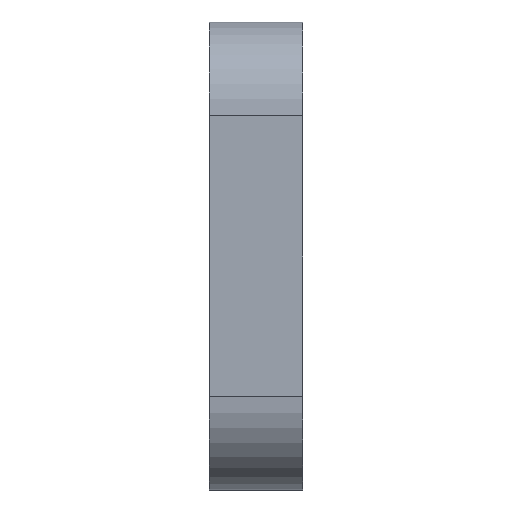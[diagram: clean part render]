
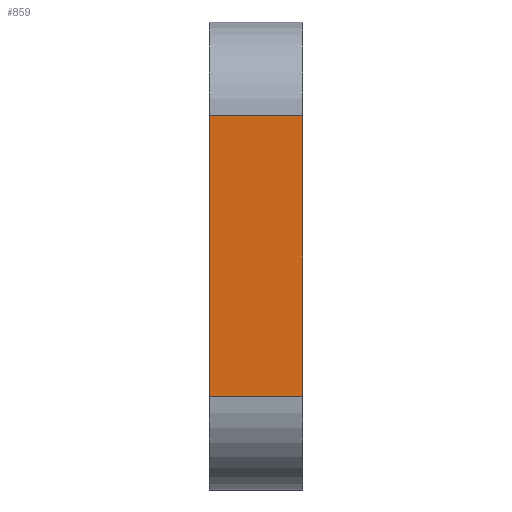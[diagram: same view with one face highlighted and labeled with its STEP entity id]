
A CAD part, left-side view. The second image highlights one B-rep face of the part: STEP entity #859.
In plain terms, the highlighted planar face has unit normal (-1, 0, 0).
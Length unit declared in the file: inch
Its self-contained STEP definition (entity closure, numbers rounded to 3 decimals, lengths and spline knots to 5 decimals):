
#18 = CARTESIAN_POINT ( 'NONE',  ( -1.375, 0.25, -0.625 ) ) ;
#47 = CARTESIAN_POINT ( 'NONE',  ( -1.375, 0.25, 0.375 ) ) ;
#57 = EDGE_CURVE ( 'NONE', #355, #1159, #904, .T. ) ;
#210 = LINE ( 'NONE', #18, #497 ) ;
#321 = AXIS2_PLACEMENT_3D ( 'NONE', #457, #582, #1382 ) ;
#355 = VERTEX_POINT ( 'NONE', #1430 ) ;
#457 = CARTESIAN_POINT ( 'NONE',  ( -1.375, 0.25, -0.625 ) ) ;
#497 = VECTOR ( 'NONE', #839, 39.37008 ) ;
#517 = EDGE_CURVE ( 'NONE', #925, #355, #1125, .T. ) ;
#523 = CARTESIAN_POINT ( 'NONE',  ( -1.375, 0.25, -0.375 ) ) ;
#533 = VECTOR ( 'NONE', #1322, 39.37008 ) ;
#542 = EDGE_CURVE ( 'NONE', #1159, #581, #790, .T. ) ;
#581 = VERTEX_POINT ( 'NONE', #1083 ) ;
#582 = DIRECTION ( 'NONE',  ( 1., 0., 0. ) ) ;
#686 = PLANE ( 'NONE',  #321 ) ;
#770 = CARTESIAN_POINT ( 'NONE',  ( -1.375, 0., -0.625 ) ) ;
#790 = LINE ( 'NONE', #47, #1373 ) ;
#839 = DIRECTION ( 'NONE',  ( 0., 0., 1. ) ) ;
#859 = ADVANCED_FACE ( 'NONE', ( #915 ), #686, .F. ) ;
#865 = DIRECTION ( 'NONE',  ( 0., 1., 0. ) ) ;
#895 = EDGE_LOOP ( 'NONE', ( #1433, #1364, #1261, #1116 ) ) ;
#904 = LINE ( 'NONE', #770, #933 ) ;
#915 = FACE_OUTER_BOUND ( 'NONE', #895, .T. ) ;
#925 = VERTEX_POINT ( 'NONE', #1274 ) ;
#933 = VECTOR ( 'NONE', #1465, 39.37008 ) ;
#1083 = CARTESIAN_POINT ( 'NONE',  ( -1.375, 0.25, 0.375 ) ) ;
#1116 = ORIENTED_EDGE ( 'NONE', *, *, #517, .T. ) ;
#1125 = LINE ( 'NONE', #523, #533 ) ;
#1159 = VERTEX_POINT ( 'NONE', #1269 ) ;
#1261 = ORIENTED_EDGE ( 'NONE', *, *, #1475, .F. ) ;
#1269 = CARTESIAN_POINT ( 'NONE',  ( -1.375, 0., 0.375 ) ) ;
#1274 = CARTESIAN_POINT ( 'NONE',  ( -1.375, 0.25, -0.375 ) ) ;
#1322 = DIRECTION ( 'NONE',  ( 0., -1., 0. ) ) ;
#1364 = ORIENTED_EDGE ( 'NONE', *, *, #542, .T. ) ;
#1373 = VECTOR ( 'NONE', #865, 39.37008 ) ;
#1382 = DIRECTION ( 'NONE',  ( 0., 0., -1. ) ) ;
#1430 = CARTESIAN_POINT ( 'NONE',  ( -1.375, 0., -0.375 ) ) ;
#1433 = ORIENTED_EDGE ( 'NONE', *, *, #57, .T. ) ;
#1465 = DIRECTION ( 'NONE',  ( 0., 0., 1. ) ) ;
#1475 = EDGE_CURVE ( 'NONE', #925, #581, #210, .T. ) ;
